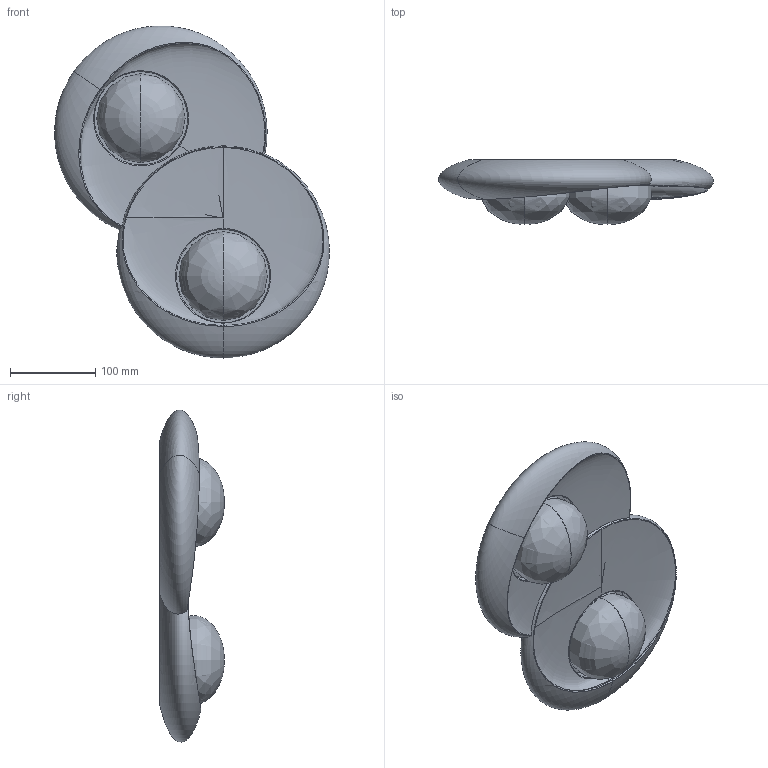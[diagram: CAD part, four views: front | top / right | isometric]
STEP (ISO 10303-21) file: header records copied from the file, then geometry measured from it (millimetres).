
FILE_DESCRIPTION(/* description */ (''),/* implementation_level */ '2;1');
FILE_NAME(/* name */ 'T401_P~1',/* time_stamp */ '2022-03-25T12:10:16+01:00',/* author */ (''),/* organization */ (''),/* preprocessor_version */ 'ST-DEVELOPER v16.5',/* originating_system */ '',/* authorisation */ '');
FILE_SCHEMA (('AUTOMOTIVE_DESIGN'));
Length unit declared in the file: millimetre
Products named in the file (1): Document
Bounding box: 323.08 x 75.81 x 390.54 mm (x, y, z)
Volume: 1860444 mm3; surface area: 384116 mm2
Topology: 11 solids, 23 shells, 405 faces, 1086 edges, 701 vertices
Faces by surface type: bspline 285, plane 120
Entity records: 30802 total; most frequent: CARTESIAN_POINT 24566, ORIENTED_EDGE 2068, EDGE_CURVE 1058, VERTEX_POINT 698, B_SPLINE_CURVE_WITH_KNOTS 514, EDGE_LOOP 504, ADVANCED_FACE 405, FACE_OUTER_BOUND 405
